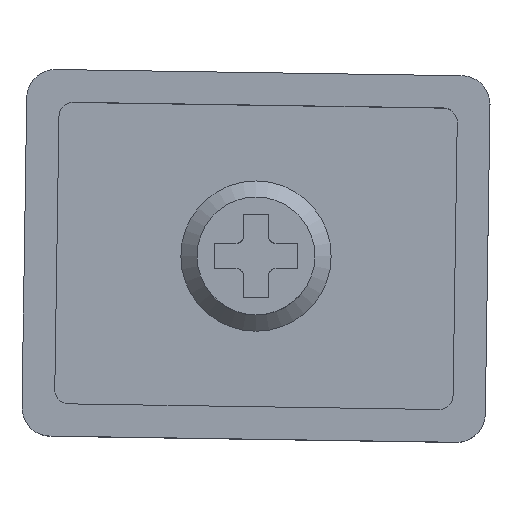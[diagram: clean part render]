
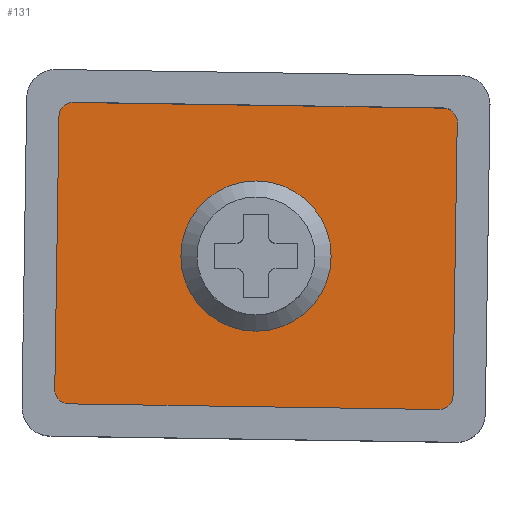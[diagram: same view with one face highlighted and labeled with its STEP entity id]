
A CAD part, top view. The second image highlights one B-rep face of the part: STEP entity #131.
In plain terms, the highlighted planar face has unit normal (0, 0, 1).
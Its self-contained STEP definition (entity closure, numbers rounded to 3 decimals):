
#27=CARTESIAN_POINT('',(0.,0.,0.8));
#28=DIRECTION('',(0.,0.,1.));
#29=DIRECTION('',(1.,-0.015,0.));
#30=AXIS2_PLACEMENT_3D('',#27,#28,#29);
#31=PLANE('',#30);
#32=CARTESIAN_POINT('',(3.7,0.,0.8));
#33=VERTEX_POINT('',#32);
#34=CARTESIAN_POINT('',(-3.7,0.,0.8));
#35=VERTEX_POINT('',#34);
#36=CARTESIAN_POINT('',(0.,0.,0.8));
#37=DIRECTION('',(-0.,-0.,-1.));
#38=DIRECTION('',(1.,0.,-0.));
#39=AXIS2_PLACEMENT_3D('',#36,#37,#38);
#40=CIRCLE('',#39,3.7);
#41=EDGE_CURVE('',#33,#35,#40,.T.);
#42=ORIENTED_EDGE('',*,*,#41,.T.);
#43=CARTESIAN_POINT('',(0.,0.,0.8));
#44=DIRECTION('',(-0.,-0.,-1.));
#45=DIRECTION('',(1.,0.,-0.));
#46=AXIS2_PLACEMENT_3D('',#43,#44,#45);
#47=CIRCLE('',#46,3.7);
#48=EDGE_CURVE('',#35,#33,#47,.T.);
#49=ORIENTED_EDGE('',*,*,#48,.T.);
#50=EDGE_LOOP('',(#42,#49));
#51=FACE_BOUND('',#50,.T.);
#52=CARTESIAN_POINT('',(8.992,-7.563,0.8));
#53=VERTEX_POINT('',#52);
#54=CARTESIAN_POINT('',(9.702,-6.874,0.8));
#55=VERTEX_POINT('',#54);
#56=CARTESIAN_POINT('',(9.002,-6.863,0.8));
#57=DIRECTION('',(0.,0.,1.));
#58=DIRECTION('',(1.,0.,-0.));
#59=AXIS2_PLACEMENT_3D('',#56,#57,#58);
#60=CIRCLE('',#59,0.7);
#61=EDGE_CURVE('',#53,#55,#60,.T.);
#62=ORIENTED_EDGE('',*,*,#61,.T.);
#63=CARTESIAN_POINT('',(9.908,6.574,0.8));
#64=VERTEX_POINT('',#63);
#65=CARTESIAN_POINT('',(9.702,-6.874,0.8));
#66=DIRECTION('',(0.015,1.,0.));
#67=VECTOR('',#66,13.45);
#68=LINE('',#65,#67);
#69=EDGE_CURVE('',#55,#64,#68,.T.);
#70=ORIENTED_EDGE('',*,*,#69,.T.);
#71=CARTESIAN_POINT('',(9.908,6.585,0.8));
#72=VERTEX_POINT('',#71);
#73=CARTESIAN_POINT('',(9.208,6.585,0.8));
#74=DIRECTION('',(0.,0.,1.));
#75=DIRECTION('',(1.,0.,-0.));
#76=AXIS2_PLACEMENT_3D('',#73,#74,#75);
#77=CIRCLE('',#76,0.7);
#78=EDGE_CURVE('',#64,#72,#77,.T.);
#79=ORIENTED_EDGE('',*,*,#78,.T.);
#80=CARTESIAN_POINT('',(9.219,7.285,0.8));
#81=VERTEX_POINT('',#80);
#82=CARTESIAN_POINT('',(9.208,6.585,0.8));
#83=DIRECTION('',(0.,0.,1.));
#84=DIRECTION('',(1.,0.,-0.));
#85=AXIS2_PLACEMENT_3D('',#82,#83,#84);
#86=CIRCLE('',#85,0.7);
#87=EDGE_CURVE('',#72,#81,#86,.T.);
#88=ORIENTED_EDGE('',*,*,#87,.T.);
#89=CARTESIAN_POINT('',(-8.992,7.563,0.8));
#90=VERTEX_POINT('',#89);
#91=CARTESIAN_POINT('',(9.219,7.285,0.8));
#92=DIRECTION('',(-1.,0.015,0.));
#93=VECTOR('',#92,18.213);
#94=LINE('',#91,#93);
#95=EDGE_CURVE('',#81,#90,#94,.T.);
#96=ORIENTED_EDGE('',*,*,#95,.T.);
#97=CARTESIAN_POINT('',(-9.702,6.874,0.8));
#98=VERTEX_POINT('',#97);
#99=CARTESIAN_POINT('',(-9.003,6.863,0.8));
#100=DIRECTION('',(0.,0.,1.));
#101=DIRECTION('',(1.,0.,-0.));
#102=AXIS2_PLACEMENT_3D('',#99,#100,#101);
#103=CIRCLE('',#102,0.7);
#104=EDGE_CURVE('',#90,#98,#103,.T.);
#105=ORIENTED_EDGE('',*,*,#104,.T.);
#106=CARTESIAN_POINT('',(-9.908,-6.575,0.8));
#107=VERTEX_POINT('',#106);
#108=CARTESIAN_POINT('',(-9.908,-6.575,0.8));
#109=DIRECTION('',(0.015,1.,0.));
#110=VECTOR('',#109,13.45);
#111=LINE('',#108,#110);
#112=EDGE_CURVE('',#107,#98,#111,.T.);
#113=ORIENTED_EDGE('',*,*,#112,.F.);
#114=CARTESIAN_POINT('',(-9.219,-7.285,0.8));
#115=VERTEX_POINT('',#114);
#116=CARTESIAN_POINT('',(-9.208,-6.585,0.8));
#117=DIRECTION('',(0.,0.,1.));
#118=DIRECTION('',(1.,0.,-0.));
#119=AXIS2_PLACEMENT_3D('',#116,#117,#118);
#120=CIRCLE('',#119,0.7);
#121=EDGE_CURVE('',#107,#115,#120,.T.);
#122=ORIENTED_EDGE('',*,*,#121,.T.);
#123=CARTESIAN_POINT('',(8.992,-7.563,0.8));
#124=DIRECTION('',(-1.,0.015,0.));
#125=VECTOR('',#124,18.213);
#126=LINE('',#123,#125);
#127=EDGE_CURVE('',#53,#115,#126,.T.);
#128=ORIENTED_EDGE('',*,*,#127,.F.);
#129=EDGE_LOOP('',(#62,#70,#79,#88,#96,#105,#113,#122,#128));
#130=FACE_BOUND('',#129,.T.);
#131=ADVANCED_FACE('',(#51,#130),#31,.T.);
